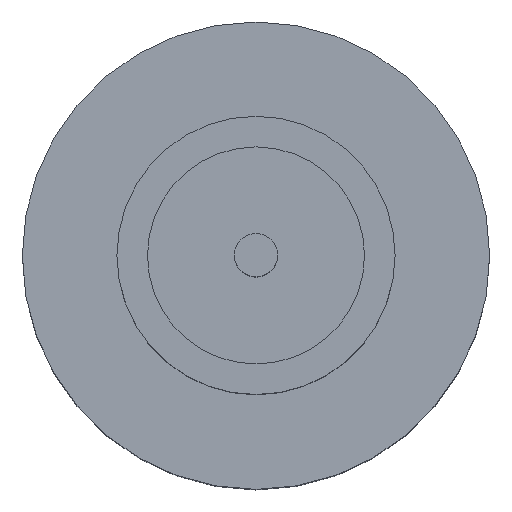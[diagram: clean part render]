
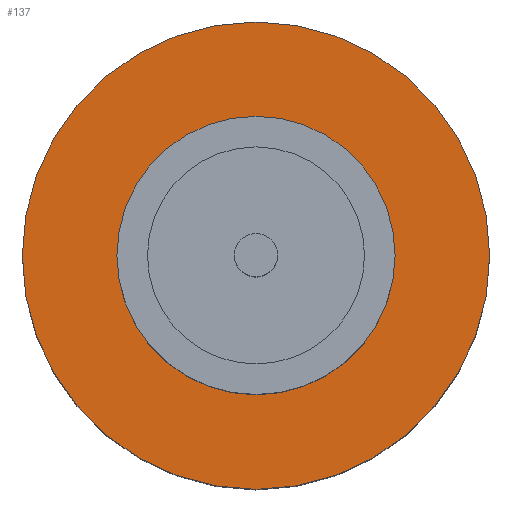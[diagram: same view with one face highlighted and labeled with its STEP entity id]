
A CAD part, top view. The second image highlights one B-rep face of the part: STEP entity #137.
In plain terms, the highlighted planar face has unit normal (0, 0, 1).
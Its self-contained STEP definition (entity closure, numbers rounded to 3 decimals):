
#18 = ORIENTED_EDGE ( 'NONE', *, *, #868, .T. ) ;
#35 = DIRECTION ( 'NONE',  ( 0., 0., 1. ) ) ;
#42 = CARTESIAN_POINT ( 'NONE',  ( -1.25, 0., 1.55 ) ) ;
#63 = CARTESIAN_POINT ( 'NONE',  ( 0., 0., 1.55 ) ) ;
#71 = CIRCLE ( 'NONE', #107, 1.25 ) ;
#105 = CARTESIAN_POINT ( 'NONE',  ( 0., 0., 1.55 ) ) ;
#107 = AXIS2_PLACEMENT_3D ( 'NONE', #63, #515, #138 ) ;
#126 = DIRECTION ( 'NONE',  ( 1., 0., 0. ) ) ;
#137 = ADVANCED_FACE ( 'NONE', ( #527, #394 ), #824, .T. ) ;
#138 = DIRECTION ( 'NONE',  ( 1., 0., 0. ) ) ;
#149 = CARTESIAN_POINT ( 'NONE',  ( 1.25, 0., 1.55 ) ) ;
#181 = CIRCLE ( 'NONE', #449, 1.25 ) ;
#208 = DIRECTION ( 'NONE',  ( 1., 0., 0. ) ) ;
#230 = VERTEX_POINT ( 'NONE', #841 ) ;
#232 = EDGE_CURVE ( 'NONE', #260, #443, #181, .T. ) ;
#258 = DIRECTION ( 'NONE',  ( 1., 0., 0. ) ) ;
#260 = VERTEX_POINT ( 'NONE', #42 ) ;
#266 = CARTESIAN_POINT ( 'NONE',  ( 0., 0., 1.55 ) ) ;
#278 = CARTESIAN_POINT ( 'NONE',  ( 0., 0., 1.55 ) ) ;
#307 = AXIS2_PLACEMENT_3D ( 'NONE', #105, #815, #339 ) ;
#319 = CIRCLE ( 'NONE', #555, 2.1 ) ;
#339 = DIRECTION ( 'NONE',  ( 1., 0., 0. ) ) ;
#375 = EDGE_LOOP ( 'NONE', ( #18, #553 ) ) ;
#394 = FACE_OUTER_BOUND ( 'NONE', #375, .T. ) ;
#411 = AXIS2_PLACEMENT_3D ( 'NONE', #558, #627, #126 ) ;
#412 = DIRECTION ( 'NONE',  ( 0., 0., 1. ) ) ;
#443 = VERTEX_POINT ( 'NONE', #149 ) ;
#449 = AXIS2_PLACEMENT_3D ( 'NONE', #278, #412, #208 ) ;
#515 = DIRECTION ( 'NONE',  ( 0., 0., 1. ) ) ;
#527 = FACE_BOUND ( 'NONE', #925, .T. ) ;
#553 = ORIENTED_EDGE ( 'NONE', *, *, #677, .T. ) ;
#555 = AXIS2_PLACEMENT_3D ( 'NONE', #266, #35, #258 ) ;
#558 = CARTESIAN_POINT ( 'NONE',  ( 0., 0., 1.55 ) ) ;
#595 = VERTEX_POINT ( 'NONE', #892 ) ;
#627 = DIRECTION ( 'NONE',  ( 0., 0., 1. ) ) ;
#633 = CIRCLE ( 'NONE', #411, 2.1 ) ;
#677 = EDGE_CURVE ( 'NONE', #230, #595, #319, .T. ) ;
#814 = ORIENTED_EDGE ( 'NONE', *, *, #936, .F. ) ;
#815 = DIRECTION ( 'NONE',  ( 0., 0., 1. ) ) ;
#824 = PLANE ( 'NONE',  #307 ) ;
#841 = CARTESIAN_POINT ( 'NONE',  ( 2.1, 0., 1.55 ) ) ;
#868 = EDGE_CURVE ( 'NONE', #595, #230, #633, .T. ) ;
#892 = CARTESIAN_POINT ( 'NONE',  ( -2.1, 0., 1.55 ) ) ;
#925 = EDGE_LOOP ( 'NONE', ( #814, #929 ) ) ;
#929 = ORIENTED_EDGE ( 'NONE', *, *, #232, .F. ) ;
#936 = EDGE_CURVE ( 'NONE', #443, #260, #71, .T. ) ;
